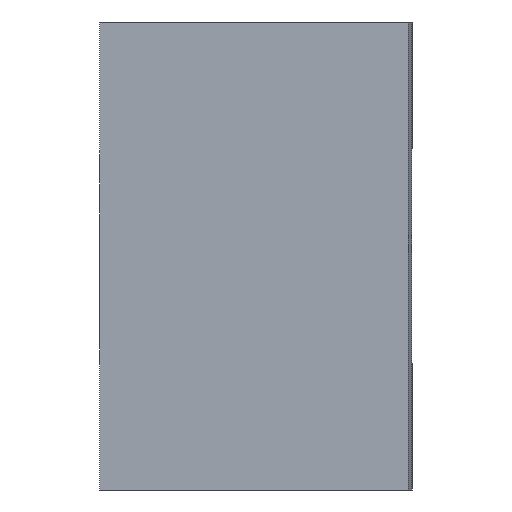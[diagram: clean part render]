
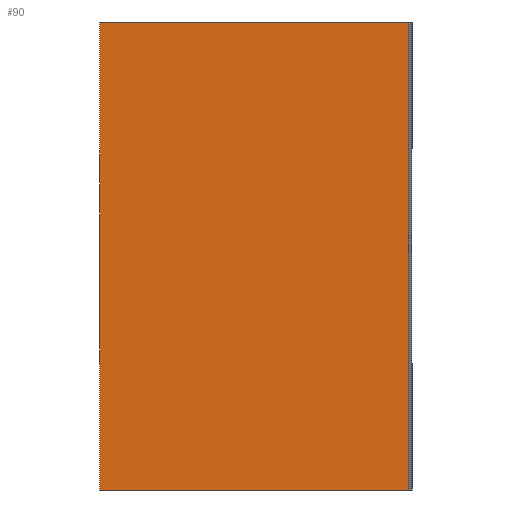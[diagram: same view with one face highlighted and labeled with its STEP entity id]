
A CAD part, left-side view. The second image highlights one B-rep face of the part: STEP entity #90.
In plain terms, the highlighted planar face has unit normal (-1, 0, 0).
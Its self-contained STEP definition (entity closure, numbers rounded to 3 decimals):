
#90 = ADVANCED_FACE( '', ( #125 ), #126, .T. );
#125 = FACE_OUTER_BOUND( '', #162, .T. );
#126 = PLANE( '', #163 );
#162 = EDGE_LOOP( '', ( #299, #300, #301, #302 ) );
#163 = AXIS2_PLACEMENT_3D( '', #303, #304, #305 );
#299 = ORIENTED_EDGE( '', *, *, #373, .T. );
#300 = ORIENTED_EDGE( '', *, *, #365, .F. );
#301 = ORIENTED_EDGE( '', *, *, #374, .F. );
#302 = ORIENTED_EDGE( '', *, *, #371, .T. );
#303 = CARTESIAN_POINT( '', ( 0., 0., 6. ) );
#304 = DIRECTION( '', ( -1., 0., 0. ) );
#305 = DIRECTION( '', ( 0., 1., 0. ) );
#365 = EDGE_CURVE( '', #445, #440, #447, .T. );
#371 = EDGE_CURVE( '', #455, #453, #456, .T. );
#373 = EDGE_CURVE( '', #453, #440, #458, .T. );
#374 = EDGE_CURVE( '', #455, #445, #459, .T. );
#440 = VERTEX_POINT( '', #591 );
#445 = VERTEX_POINT( '', #597 );
#447 = LINE( '', #599, #600 );
#453 = VERTEX_POINT( '', #608 );
#455 = VERTEX_POINT( '', #611 );
#456 = LINE( '', #612, #613 );
#458 = LINE( '', #616, #617 );
#459 = LINE( '', #618, #619 );
#591 = CARTESIAN_POINT( '', ( 0., -7.909, -6. ) );
#597 = CARTESIAN_POINT( '', ( 0., -7.909, 6. ) );
#599 = CARTESIAN_POINT( '', ( 0., -7.909, 6. ) );
#600 = VECTOR( '', #674, 1. );
#608 = CARTESIAN_POINT( '', ( 0., 0., -6. ) );
#611 = CARTESIAN_POINT( '', ( 0., 0., 6. ) );
#612 = CARTESIAN_POINT( '', ( 0., 0., 6. ) );
#613 = VECTOR( '', #684, 1. );
#616 = CARTESIAN_POINT( '', ( 0., 0., -6. ) );
#617 = VECTOR( '', #686, 1. );
#618 = CARTESIAN_POINT( '', ( 0., 0., 6. ) );
#619 = VECTOR( '', #687, 1. );
#674 = DIRECTION( '', ( 0., 0., -1. ) );
#684 = DIRECTION( '', ( 0., 0., -1. ) );
#686 = DIRECTION( '', ( 0., -1., 0. ) );
#687 = DIRECTION( '', ( 0., -1., 0. ) );
